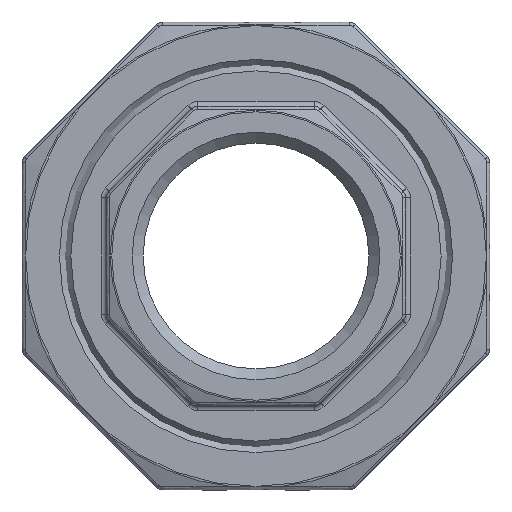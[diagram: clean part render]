
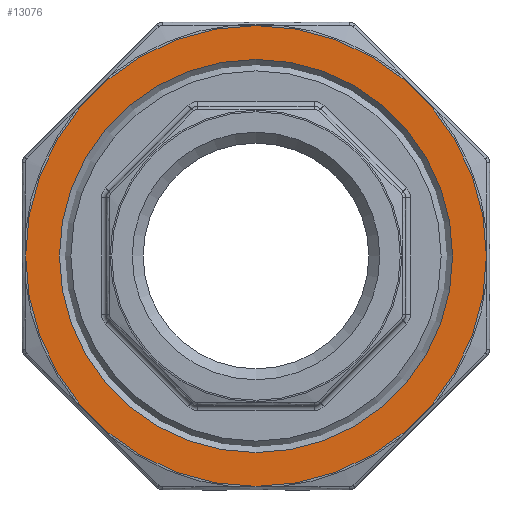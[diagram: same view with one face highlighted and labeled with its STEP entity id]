
A CAD part, left-side view. The second image highlights one B-rep face of the part: STEP entity #13076.
In plain terms, the highlighted planar face has unit normal (-1, 0, 0).
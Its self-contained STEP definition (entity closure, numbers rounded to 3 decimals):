
#2095 = DIRECTION ( 'NONE',  ( 1., 0., 0. ) ) ;
#3166 = EDGE_CURVE ( 'NONE', #15996, #15996, #19257, .T. ) ;
#5416 = ORIENTED_EDGE ( 'NONE', *, *, #3166, .T. ) ;
#5873 = DIRECTION ( 'NONE',  ( -1., 0., 0. ) ) ;
#6193 = CARTESIAN_POINT ( 'NONE',  ( -9.5, 34.92, 0. ) ) ;
#6354 = EDGE_CURVE ( 'NONE', #17668, #17668, #19638, .T. ) ;
#7865 = ORIENTED_EDGE ( 'NONE', *, *, #6354, .T. ) ;
#8834 = FACE_OUTER_BOUND ( 'NONE', #21174, .T. ) ;
#9717 = AXIS2_PLACEMENT_3D ( 'NONE', #6193, #14375, #19606 ) ;
#10032 = AXIS2_PLACEMENT_3D ( 'NONE', #14491, #5873, #12639 ) ;
#11118 = AXIS2_PLACEMENT_3D ( 'NONE', #20389, #2095, #18702 ) ;
#11473 = EDGE_LOOP ( 'NONE', ( #5416 ) ) ;
#12069 = PLANE ( 'NONE',  #9717 ) ;
#12639 = DIRECTION ( 'NONE',  ( 0., 0., 1. ) ) ;
#13076 = ADVANCED_FACE ( 'NONE', ( #8834, #17030 ), #12069, .T. ) ;
#14375 = DIRECTION ( 'NONE',  ( -1., 0., 0. ) ) ;
#14442 = CARTESIAN_POINT ( 'NONE',  ( -9.5, 0., 24.612 ) ) ;
#14491 = CARTESIAN_POINT ( 'NONE',  ( -9.5, 0., 0. ) ) ;
#15996 = VERTEX_POINT ( 'NONE', #20900 ) ;
#17030 = FACE_BOUND ( 'NONE', #11473, .T. ) ;
#17668 = VERTEX_POINT ( 'NONE', #14442 ) ;
#18702 = DIRECTION ( 'NONE',  ( 0., 0., -1. ) ) ;
#19257 = CIRCLE ( 'NONE', #11118, 21. ) ;
#19606 = DIRECTION ( 'NONE',  ( 0., 0., 1. ) ) ;
#19638 = CIRCLE ( 'NONE', #10032, 24.612 ) ;
#20389 = CARTESIAN_POINT ( 'NONE',  ( -9.5, 0., 0. ) ) ;
#20900 = CARTESIAN_POINT ( 'NONE',  ( -9.5, 0., -21. ) ) ;
#21174 = EDGE_LOOP ( 'NONE', ( #7865 ) ) ;
